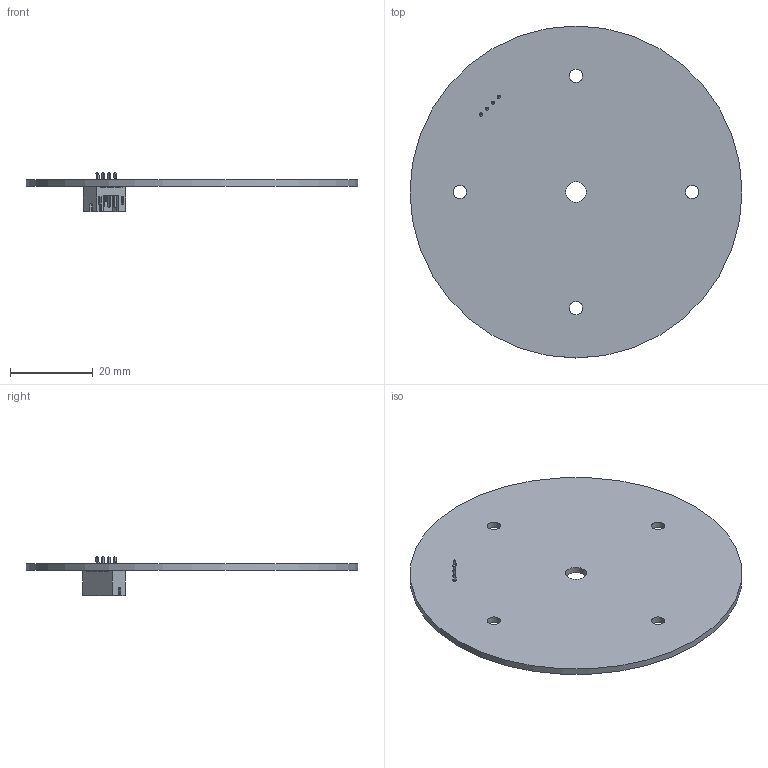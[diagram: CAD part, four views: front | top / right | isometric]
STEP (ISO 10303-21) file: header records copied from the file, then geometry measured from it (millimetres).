
FILE_DESCRIPTION(('KiCad electronic assembly'),'2;1');
FILE_NAME('slip_ring_rotor.step','2019-06-09T00:22:04',('An Author'),( 'A Company'),'Open CASCADE STEP processor 6.9', 'KiCad to STEP converter','Unknown');
FILE_SCHEMA(('AUTOMOTIVE_DESIGN { 1 0 10303 214 1 1 1 1 }'));
Length unit declared in the file: millimetre
Products named in the file (4): Open CASCADE STEP translator 6.9 1; JST_PH_B4B-PH-K_1x04_P2.00mm_Vertical; SOLID; COMPOUND
Assembly tree (3 placements, depth 3):
  Open CASCADE STEP translator 6.9 1
    JST_PH_B4B-PH-K_1x04_P2.00mm_Vertical
      SOLID
    COMPOUND
Bounding box: 80 x 80 x 9.4 mm (x, y, z)
Volume: 8085.3 mm3; surface area: 10839 mm2
Topology: 2 solids, 2 shells, 161 faces, 426 edges, 276 vertices
Faces by surface type: plane 149, cylinder 12
Full cylindrical faces by diameter (mm): 0.75 x4, 3.2 x4, 5 x1, 80 x1
Entity records: 11584 total; most frequent: CARTESIAN_POINT 1725, DIRECTION 1631, LINE 1230, VECTOR 1230, ORIENTED_EDGE 852, PCURVE 852, DEFINITIONAL_REPRESENTATION 852, EDGE_CURVE 426
